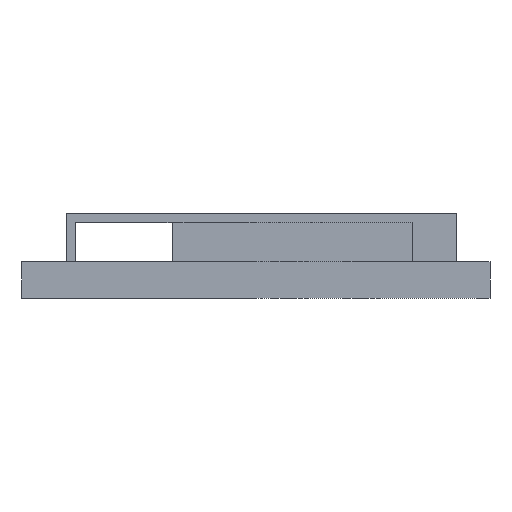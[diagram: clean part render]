
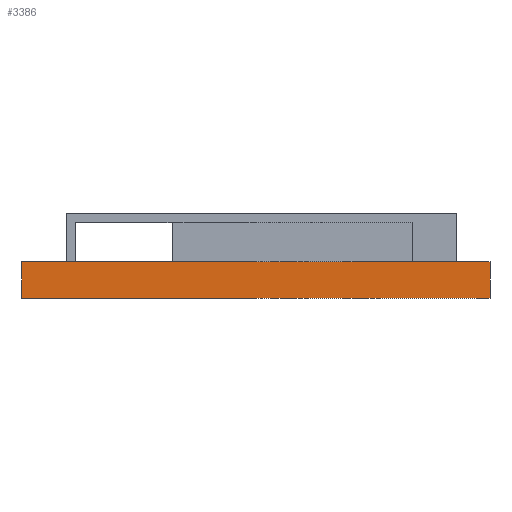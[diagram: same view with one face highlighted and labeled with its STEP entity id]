
A CAD part, front view. The second image highlights one B-rep face of the part: STEP entity #3386.
In plain terms, the highlighted planar face has unit normal (0, -1, 0).
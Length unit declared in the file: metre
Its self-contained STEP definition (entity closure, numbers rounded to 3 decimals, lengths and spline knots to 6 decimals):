
#1458 = EDGE_CURVE( '', #3955, #3956, #3957, .T. );
#2532 = EDGE_CURVE( '', #5279, #4259, #5607, .T. );
#2668 = EDGE_CURVE( '', #3955, #4259, #5785, .T. );
#3126 = EDGE_CURVE( '', #3956, #5279, #6356, .T. );
#3386 = ADVANCED_FACE( '', ( #6674 ), #6675, .T. );
#3955 = VERTEX_POINT( '', #7430 );
#3956 = VERTEX_POINT( '', #7431 );
#3957 = LINE( '', #7432, #7433 );
#4259 = VERTEX_POINT( '', #7860 );
#5279 = VERTEX_POINT( '', #9392 );
#5607 = LINE( '', #9912, #9913 );
#5785 = LINE( '', #10193, #10194 );
#6356 = LINE( '', #11122, #11123 );
#6674 = FACE_OUTER_BOUND( '', #11622, .T. );
#6675 = PLANE( '', #11623 );
#7430 = CARTESIAN_POINT( '', ( -0.0039, -0.0044, 0. ) );
#7431 = CARTESIAN_POINT( '', ( 0.0039, -0.0044, 0. ) );
#7432 = CARTESIAN_POINT( '', ( -0.0039, -0.0044, 0. ) );
#7433 = VECTOR( '', #12149, 1. );
#7860 = CARTESIAN_POINT( '', ( -0.0039, -0.0044, 0.0006 ) );
#9392 = CARTESIAN_POINT( '', ( 0.0039, -0.0044, 0.0006 ) );
#9912 = CARTESIAN_POINT( '', ( -0.00195, -0.0044, 0.0006 ) );
#9913 = VECTOR( '', #14327, 1. );
#10193 = CARTESIAN_POINT( '', ( -0.0039, -0.0044, 0. ) );
#10194 = VECTOR( '', #14588, 1. );
#11122 = CARTESIAN_POINT( '', ( 0.0039, -0.0044, 0. ) );
#11123 = VECTOR( '', #15477, 1. );
#11622 = EDGE_LOOP( '', ( #15949, #15950, #15951, #15952 ) );
#11623 = AXIS2_PLACEMENT_3D( '', #15953, #15954, #15955 );
#12149 = DIRECTION( '', ( 1., 0., 0. ) );
#14327 = DIRECTION( '', ( -1., 0., 0. ) );
#14588 = DIRECTION( '', ( 0., 0., 1. ) );
#15477 = DIRECTION( '', ( 0., 0., 1. ) );
#15949 = ORIENTED_EDGE( '', *, *, #2532, .T. );
#15950 = ORIENTED_EDGE( '', *, *, #2668, .F. );
#15951 = ORIENTED_EDGE( '', *, *, #1458, .T. );
#15952 = ORIENTED_EDGE( '', *, *, #3126, .T. );
#15953 = CARTESIAN_POINT( '', ( -0.0039, -0.0044, 0. ) );
#15954 = DIRECTION( '', ( 0., -1., 0. ) );
#15955 = DIRECTION( '', ( -1., 0., 0. ) );
